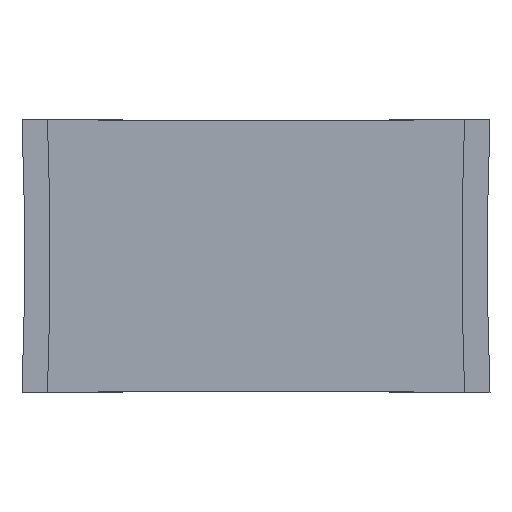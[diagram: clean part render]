
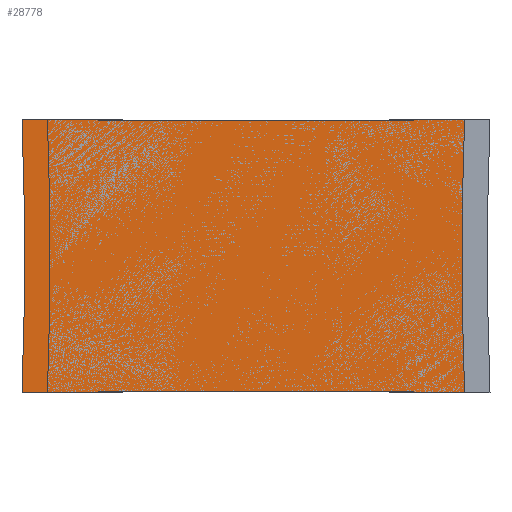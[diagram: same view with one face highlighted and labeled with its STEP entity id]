
A CAD part, front view. The second image highlights one B-rep face of the part: STEP entity #28778.
In plain terms, the highlighted planar face has unit normal (0, -1, 0).
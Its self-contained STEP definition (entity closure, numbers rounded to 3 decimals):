
#6202=PLANE('',#30995);
#8537=ORIENTED_EDGE('',*,*,#16290,.T.);
#8538=ORIENTED_EDGE('',*,*,#16287,.T.);
#8539=ORIENTED_EDGE('',*,*,#16284,.T.);
#8540=ORIENTED_EDGE('',*,*,#16280,.T.);
#16280=EDGE_CURVE('',#20315,#20316,#22808,.F.);
#16284=EDGE_CURVE('',#20319,#20315,#22810,.T.);
#16287=EDGE_CURVE('',#20321,#20319,#22812,.T.);
#16290=EDGE_CURVE('',#20316,#20321,#22814,.F.);
#20315=VERTEX_POINT('',#44213);
#20316=VERTEX_POINT('',#44214);
#20319=VERTEX_POINT('',#44241);
#20321=VERTEX_POINT('',#44266);
#22808=CIRCLE('',#30987,2.451);
#22810=CIRCLE('',#30989,10.38);
#22812=CIRCLE('',#30991,2.451);
#22814=CIRCLE('',#30993,10.38);
#24470=EDGE_LOOP('',(#8537,#8538,#8539,#8540));
#26572=FACE_BOUND('',#24470,.T.);
#28778=ADVANCED_FACE('',(#26572),#6202,.T.);
#30987=AXIS2_PLACEMENT_3D('',#44212,#34985,#34986);
#30989=AXIS2_PLACEMENT_3D('',#44240,#34991,#34992);
#30991=AXIS2_PLACEMENT_3D('',#44265,#34996,#34997);
#30993=AXIS2_PLACEMENT_3D('',#44290,#35001,#35002);
#30995=AXIS2_PLACEMENT_3D('',#44292,#35005,#35006);
#34985=DIRECTION('',(0.,-1.,0.));
#34986=DIRECTION('',(0.,0.,-1.));
#34991=DIRECTION('',(0.,1.,0.));
#34992=DIRECTION('',(0.,0.,-1.));
#34996=DIRECTION('',(0.,1.,0.));
#34997=DIRECTION('',(0.,0.,-1.));
#35001=DIRECTION('',(0.,-1.,0.));
#35002=DIRECTION('',(0.,0.,-1.));
#35005=DIRECTION('',(0.,-1.,0.));
#35006=DIRECTION('',(1.,0.,0.));
#44212=CARTESIAN_POINT('',(-2.606,-0.161,0.));
#44213=CARTESIAN_POINT('',(-0.157,-0.161,0.097));
#44214=CARTESIAN_POINT('',(-0.157,-0.161,-0.097));
#44240=CARTESIAN_POINT('',(0.,-0.161,10.476));
#44241=CARTESIAN_POINT('',(0.157,-0.161,0.097));
#44265=CARTESIAN_POINT('',(2.606,-0.161,0.));
#44266=CARTESIAN_POINT('',(0.157,-0.161,-0.097));
#44290=CARTESIAN_POINT('',(0.,-0.161,-10.476));
#44292=CARTESIAN_POINT('',(0.,-0.161,0.));
